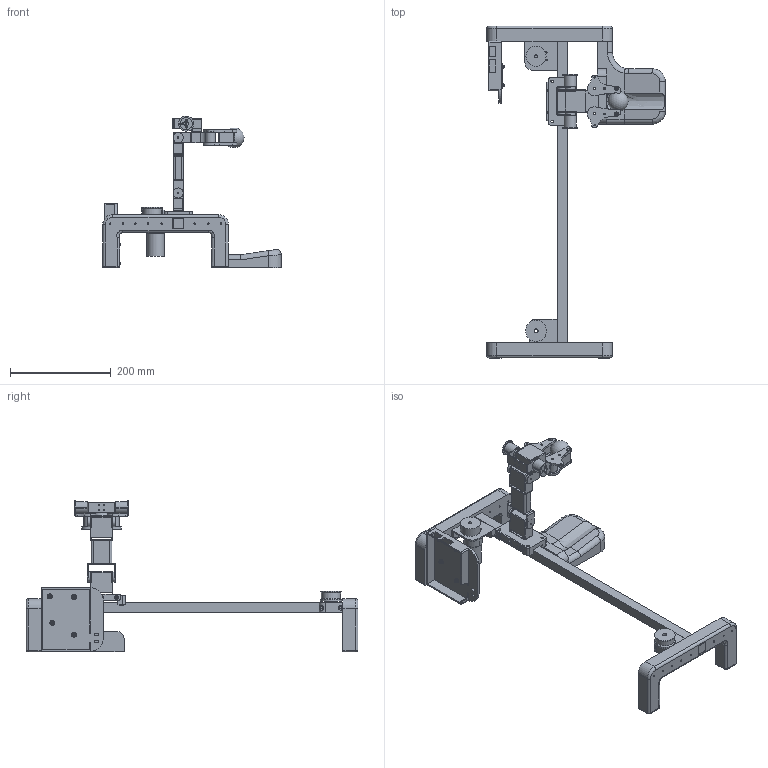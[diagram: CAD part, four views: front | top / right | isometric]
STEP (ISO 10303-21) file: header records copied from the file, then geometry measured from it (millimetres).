
FILE_DESCRIPTION(/* description */ (''),/* implementation_level */ '2;1');
FILE_NAME(/* name */ 'a969e011-3443-45f4-9232-a41366766a08.stp',/* time_stamp */ '2021-02-27T13:58:19+00:00',/* author */ (''),/* organization */ (''),/* preprocessor_version */ 'ST-DEVELOPER v18.1',/* originating_system */ 'Autodesk Translation Framework v9.10.0.1330',/* authorisation */ '');
FILE_SCHEMA (('AUTOMOTIVE_DESIGN { 1 0 10303 214 3 1 1 }'));
Length unit declared in the file: millimetre
Products named in the file (5): IK Arm; base (1); carriage; arm1; arm3
Assembly tree (4 placements, depth 2):
  IK Arm
    base (1)
    carriage
    arm1
    arm3
Bounding box: 355 x 660 x 301.99 mm (x, y, z)
Volume: 2191269.4 mm3; surface area: 453319.2 mm2
Topology: 32 solids, 32 shells, 871 faces, 2103 edges, 1313 vertices
Faces by surface type: cylinder 424, plane 331, bspline 50, sphere 33, cone 23, torus 10
Full cylindrical faces by diameter (mm): 2.5 x8, 2.8 x101, 3 x24, 3.5 x4, 3.8 x11, 4.5 x12, 5 x4, 6 x6, 7 x4, 8 x5, 9 x2, 12 x2, 14 x8, 15 x1, 20 x8, 22.25 x2, 25 x1, 34 x1, 37 x1, 38 x1, 40 x1, 42 x2
Entity records: 27417 total; most frequent: CARTESIAN_POINT 5876, DIRECTION 4596, ORIENTED_EDGE 4202, EDGE_CURVE 2101, AXIS2_PLACEMENT_3D 1743, VERTEX_POINT 1313, EDGE_LOOP 1208, LINE 1110
